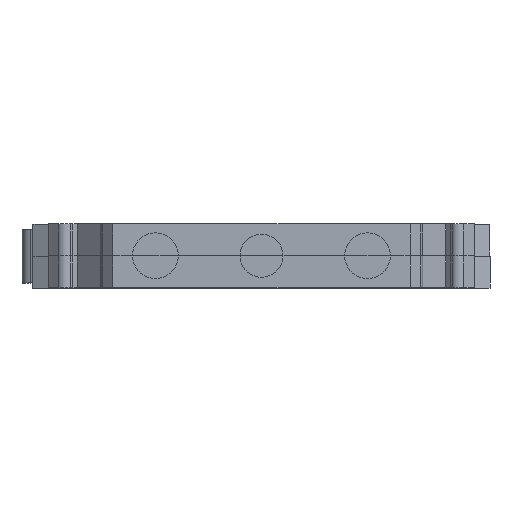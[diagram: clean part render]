
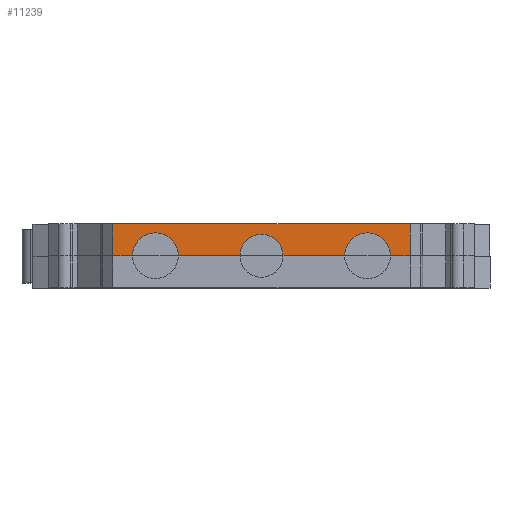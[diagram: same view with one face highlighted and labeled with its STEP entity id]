
A CAD part, top view. The second image highlights one B-rep face of the part: STEP entity #11239.
In plain terms, the highlighted planar face has unit normal (0, 0, 1).
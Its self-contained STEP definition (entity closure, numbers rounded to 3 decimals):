
#298=PLANE('',#11767);
#854=LINE('',#15204,#1867);
#858=LINE('',#15212,#1871);
#862=LINE('',#15220,#1875);
#866=LINE('',#15228,#1879);
#1158=LINE('',#16184,#2171);
#1159=LINE('',#16191,#2172);
#1160=LINE('',#16193,#2173);
#1867=VECTOR('',#12486,1000.);
#1871=VECTOR('',#12490,1000.);
#1875=VECTOR('',#12494,1000.);
#1879=VECTOR('',#12498,1000.);
#2171=VECTOR('',#13420,1000.);
#2172=VECTOR('',#13433,1000.);
#2173=VECTOR('',#13434,1000.);
#4068=ORIENTED_EDGE('',*,*,#5410,.T.);
#4069=ORIENTED_EDGE('',*,*,#5796,.T.);
#4070=ORIENTED_EDGE('',*,*,#5406,.T.);
#4071=ORIENTED_EDGE('',*,*,#5797,.T.);
#4072=ORIENTED_EDGE('',*,*,#5402,.T.);
#4073=ORIENTED_EDGE('',*,*,#5798,.T.);
#4074=ORIENTED_EDGE('',*,*,#5398,.T.);
#4075=ORIENTED_EDGE('',*,*,#5799,.T.);
#4076=ORIENTED_EDGE('',*,*,#5800,.F.);
#4077=ORIENTED_EDGE('',*,*,#5795,.F.);
#5398=EDGE_CURVE('',#6613,#6612,#854,.T.);
#5402=EDGE_CURVE('',#6617,#6616,#858,.T.);
#5406=EDGE_CURVE('',#6621,#6620,#862,.T.);
#5410=EDGE_CURVE('',#6625,#6624,#866,.T.);
#5795=EDGE_CURVE('',#6625,#6759,#1158,.T.);
#5796=EDGE_CURVE('',#6624,#6621,#7051,.T.);
#5797=EDGE_CURVE('',#6620,#6617,#7052,.T.);
#5798=EDGE_CURVE('',#6616,#6613,#7053,.T.);
#5799=EDGE_CURVE('',#6612,#6760,#1159,.T.);
#5800=EDGE_CURVE('',#6759,#6760,#1160,.T.);
#6612=VERTEX_POINT('',#15203);
#6613=VERTEX_POINT('',#15205);
#6616=VERTEX_POINT('',#15211);
#6617=VERTEX_POINT('',#15213);
#6620=VERTEX_POINT('',#15219);
#6621=VERTEX_POINT('',#15221);
#6624=VERTEX_POINT('',#15227);
#6625=VERTEX_POINT('',#15229);
#6759=VERTEX_POINT('',#16183);
#6760=VERTEX_POINT('',#16192);
#7051=CIRCLE('',#11768,2.15);
#7052=CIRCLE('',#11769,2.025);
#7053=CIRCLE('',#11770,2.15);
#7383=EDGE_LOOP('',(#4068,#4069,#4070,#4071,#4072,#4073,#4074,#4075,#4076,
#4077));
#7833=FACE_BOUND('',#7383,.T.);
#11239=ADVANCED_FACE('',(#7833),#298,.T.);
#11767=AXIS2_PLACEMENT_3D('',#16187,#13425,#13426);
#11768=AXIS2_PLACEMENT_3D('',#16188,#13427,#13428);
#11769=AXIS2_PLACEMENT_3D('',#16189,#13429,#13430);
#11770=AXIS2_PLACEMENT_3D('',#16190,#13431,#13432);
#12486=DIRECTION('',(1.,0.,0.));
#12490=DIRECTION('',(1.,0.,0.));
#12494=DIRECTION('',(1.,0.,0.));
#12498=DIRECTION('',(1.,0.,0.));
#13420=DIRECTION('',(0.,1.,0.));
#13425=DIRECTION('',(0.,0.,1.));
#13426=DIRECTION('',(1.,0.,0.));
#13427=DIRECTION('',(0.,0.,-1.));
#13428=DIRECTION('',(-1.,0.,0.));
#13429=DIRECTION('',(0.,0.,-1.));
#13430=DIRECTION('',(-1.,0.,0.));
#13431=DIRECTION('',(0.,0.,-1.));
#13432=DIRECTION('',(-1.,0.,0.));
#13433=DIRECTION('',(0.,1.,0.));
#13434=DIRECTION('',(1.,0.,0.));
#15203=CARTESIAN_POINT('',(14.,-3.,18.));
#15204=CARTESIAN_POINT('',(-14.,-3.,18.));
#15205=CARTESIAN_POINT('',(12.125,-3.,18.));
#15211=CARTESIAN_POINT('',(7.825,-3.,18.));
#15212=CARTESIAN_POINT('',(-14.,-3.,18.));
#15213=CARTESIAN_POINT('',(2.025,-3.,18.));
#15219=CARTESIAN_POINT('',(-2.025,-3.,18.));
#15220=CARTESIAN_POINT('',(-14.,-3.,18.));
#15221=CARTESIAN_POINT('',(-7.825,-3.,18.));
#15227=CARTESIAN_POINT('',(-12.125,-3.,18.));
#15228=CARTESIAN_POINT('',(-14.,-3.,18.));
#15229=CARTESIAN_POINT('',(-14.,-3.,18.));
#16183=CARTESIAN_POINT('',(-14.,0.,18.));
#16184=CARTESIAN_POINT('',(-14.,-3.,18.));
#16187=CARTESIAN_POINT('',(-14.,-3.,18.));
#16188=CARTESIAN_POINT('',(-9.975,-3.01,18.));
#16189=CARTESIAN_POINT('',(0.,-3.01,18.));
#16190=CARTESIAN_POINT('',(9.975,-3.01,18.));
#16191=CARTESIAN_POINT('',(14.,-3.,18.));
#16192=CARTESIAN_POINT('',(14.,0.,18.));
#16193=CARTESIAN_POINT('',(-14.,0.,18.));
